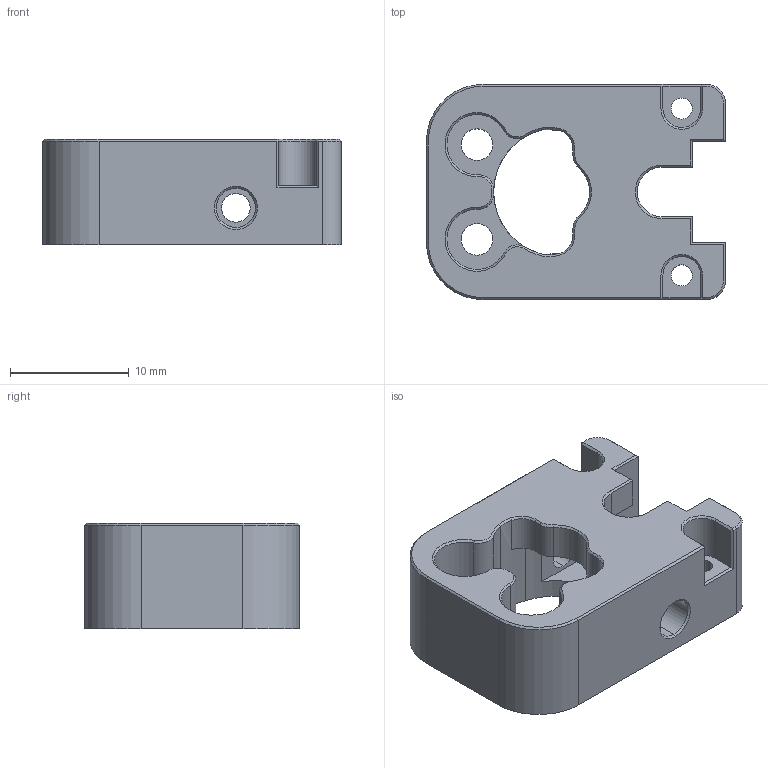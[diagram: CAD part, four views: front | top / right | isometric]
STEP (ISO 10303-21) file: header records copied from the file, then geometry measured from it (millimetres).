
FILE_DESCRIPTION(('Open CASCADE Model'),'2;1');
FILE_NAME('Open CASCADE Shape Model','2019-06-04T16:24:25',('Author'),( 'Open CASCADE'),'Open CASCADE STEP processor 7.3','Open CASCADE 7.3' ,'Unknown');
FILE_SCHEMA(('AUTOMOTIVE_DESIGN { 1 0 10303 214 1 1 1 1 }'));
Length unit declared in the file: millimetre
Products named in the file (1): Open CASCADE STEP translator 7.3 7
Bounding box: 25.16 x 18.1 x 8.89 mm (x, y, z)
Volume: 2206.9 mm3; surface area: 2075.3 mm2
Topology: 1 solids, 1 shells, 140 faces, 356 edges, 217 vertices
Faces by surface type: plane 64, cylinder 44, cone 26, bspline 4, torus 2
Entity records: 9404 total; most frequent: CARTESIAN_POINT 2226, DIRECTION 1378, LINE 807, VECTOR 807, ORIENTED_EDGE 712, PCURVE 712, DEFINITIONAL_REPRESENTATION 712, EDGE_CURVE 356
